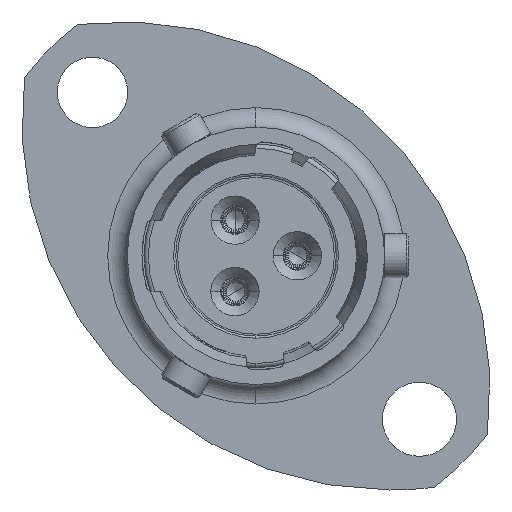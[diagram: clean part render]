
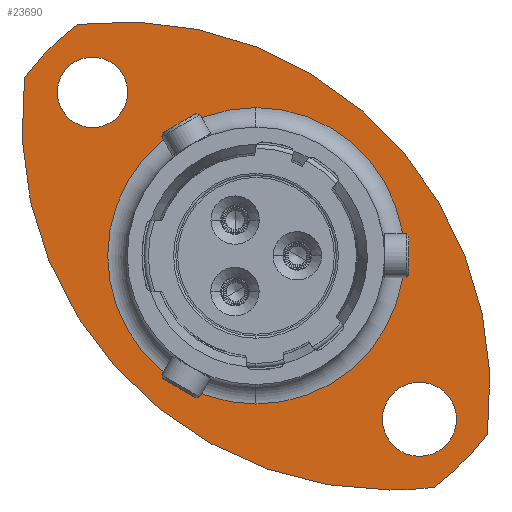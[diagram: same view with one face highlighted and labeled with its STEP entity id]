
A CAD part, left-side view. The second image highlights one B-rep face of the part: STEP entity #23690.
In plain terms, the highlighted planar face has unit normal (-1, 0, 0).
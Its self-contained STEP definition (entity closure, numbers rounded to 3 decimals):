
#64 = ORIENTED_EDGE ( 'NONE', *, *, #17413, .T. ) ;
#342 = FACE_BOUND ( 'NONE', #5591, .T. ) ;
#712 = CARTESIAN_POINT ( 'NONE',  ( 12.039, 13.016, 5.913 ) ) ;
#951 = CARTESIAN_POINT ( 'NONE',  ( 12.039, 13.716, 9.052 ) ) ;
#1212 = CARTESIAN_POINT ( 'NONE',  ( 12.039, 5.468, 5.21 ) ) ;
#1328 = CARTESIAN_POINT ( 'NONE',  ( 12.039, 16.155, 6.613 ) ) ;
#1445 = CARTESIAN_POINT ( 'NONE',  ( 12.039, -2.08, -10.895 ) ) ;
#1726 = VERTEX_POINT ( 'NONE', #5855 ) ;
#1807 = CIRCLE ( 'NONE', #11980, 1.625 ) ;
#1857 = EDGE_CURVE ( 'NONE', #23796, #19481, #4513, .T. ) ;
#1910 = CARTESIAN_POINT ( 'NONE',  ( 12.039, -0.719, 4.552 ) ) ;
#1962 = DIRECTION ( 'NONE',  ( -1., 0., 0. ) ) ;
#1994 = EDGE_CURVE ( 'NONE', #1726, #3652, #8791, .T. ) ;
#2500 = CARTESIAN_POINT ( 'NONE',  ( 12.039, 11.655, -7.822 ) ) ;
#2676 = VERTEX_POINT ( 'NONE', #1445 ) ;
#2696 = AXIS2_PLACEMENT_3D ( 'NONE', #4714, #19458, #6838 ) ;
#2827 = DIRECTION ( 'NONE',  ( 0., 0., -1. ) ) ;
#2939 = CARTESIAN_POINT ( 'NONE',  ( 12.039, -2.08, -9.183 ) ) ;
#3291 = DIRECTION ( 'NONE',  ( -1., 0., 0. ) ) ;
#3652 = VERTEX_POINT ( 'NONE', #20885 ) ;
#4283 = CARTESIAN_POINT ( 'NONE',  ( 12.039, 5.468, -1.635 ) ) ;
#4513 = CIRCLE ( 'NONE', #12735, 6.845 ) ;
#4534 = EDGE_CURVE ( 'NONE', #21762, #12318, #6225, .T. ) ;
#4608 = DIRECTION ( 'NONE',  ( 0., 0., -1. ) ) ;
#4714 = CARTESIAN_POINT ( 'NONE',  ( 12.039, 11.413, -1.635 ) ) ;
#5056 = EDGE_CURVE ( 'NONE', #19481, #23796, #16736, .T. ) ;
#5057 = DIRECTION ( 'NONE',  ( 0., 0., -1. ) ) ;
#5221 = EDGE_CURVE ( 'NONE', #24244, #20576, #14750, .T. ) ;
#5329 = CIRCLE ( 'NONE', #25612, 17. ) ;
#5591 = EDGE_LOOP ( 'NONE', ( #20802, #13971 ) ) ;
#5715 = CIRCLE ( 'NONE', #11778, 1.712 ) ;
#5855 = CARTESIAN_POINT ( 'NONE',  ( 12.039, 13.016, 4.288 ) ) ;
#5925 = FACE_BOUND ( 'NONE', #24145, .T. ) ;
#6225 = CIRCLE ( 'NONE', #25928, 17. ) ;
#6420 = DIRECTION ( 'NONE',  ( 0., 0., -1. ) ) ;
#6838 = DIRECTION ( 'NONE',  ( 0., 0., -1. ) ) ;
#6939 = ORIENTED_EDGE ( 'NONE', *, *, #4534, .T. ) ;
#7056 = CARTESIAN_POINT ( 'NONE',  ( 12.039, -0.719, 4.552 ) ) ;
#7205 = CARTESIAN_POINT ( 'NONE',  ( 12.039, 5.468, -8.48 ) ) ;
#7600 = CARTESIAN_POINT ( 'NONE',  ( 12.039, 13.016, 5.913 ) ) ;
#8556 = EDGE_LOOP ( 'NONE', ( #6939, #64, #26743, #15517, #13820 ) ) ;
#8791 = CIRCLE ( 'NONE', #24971, 1.625 ) ;
#8934 = EDGE_LOOP ( 'NONE', ( #9719, #18740 ) ) ;
#9185 = DIRECTION ( 'NONE',  ( 0., 0., -1. ) ) ;
#9622 = CARTESIAN_POINT ( 'NONE',  ( 12.039, 5.468, -1.635 ) ) ;
#9719 = ORIENTED_EDGE ( 'NONE', *, *, #14515, .F. ) ;
#9738 = DIRECTION ( 'NONE',  ( 0., 0., -1. ) ) ;
#9827 = ORIENTED_EDGE ( 'NONE', *, *, #13707, .F. ) ;
#9910 = CARTESIAN_POINT ( 'NONE',  ( 12.039, 5.468, -1.635 ) ) ;
#9946 = VERTEX_POINT ( 'NONE', #26445 ) ;
#10679 = CIRCLE ( 'NONE', #16651, 13.5 ) ;
#10923 = DIRECTION ( 'NONE',  ( -1., 0., 0. ) ) ;
#11715 = DIRECTION ( 'NONE',  ( 0., 0., -1. ) ) ;
#11778 = AXIS2_PLACEMENT_3D ( 'NONE', #2939, #17702, #5057 ) ;
#11980 = AXIS2_PLACEMENT_3D ( 'NONE', #7600, #22379, #9738 ) ;
#12001 = DIRECTION ( 'NONE',  ( 0., 0., 1. ) ) ;
#12122 = AXIS2_PLACEMENT_3D ( 'NONE', #23590, #10923, #25686 ) ;
#12318 = VERTEX_POINT ( 'NONE', #21896 ) ;
#12735 = AXIS2_PLACEMENT_3D ( 'NONE', #4283, #19044, #6420 ) ;
#13707 = EDGE_CURVE ( 'NONE', #3652, #1726, #1807, .T. ) ;
#13820 = ORIENTED_EDGE ( 'NONE', *, *, #19129, .T. ) ;
#13971 = ORIENTED_EDGE ( 'NONE', *, *, #5056, .T. ) ;
#14515 = EDGE_CURVE ( 'NONE', #2676, #9946, #5715, .T. ) ;
#14590 = CARTESIAN_POINT ( 'NONE',  ( 12.039, 5.468, -1.635 ) ) ;
#14750 = CIRCLE ( 'NONE', #21358, 13.5 ) ;
#14967 = AXIS2_PLACEMENT_3D ( 'NONE', #7056, #21837, #9185 ) ;
#15455 = DIRECTION ( 'NONE',  ( -1., 0., 0. ) ) ;
#15517 = ORIENTED_EDGE ( 'NONE', *, *, #22064, .T. ) ;
#15642 = ORIENTED_EDGE ( 'NONE', *, *, #1994, .F. ) ;
#16509 = FACE_OUTER_BOUND ( 'NONE', #8556, .T. ) ;
#16651 = AXIS2_PLACEMENT_3D ( 'NONE', #14590, #1962, #16740 ) ;
#16736 = CIRCLE ( 'NONE', #17636, 6.845 ) ;
#16740 = DIRECTION ( 'NONE',  ( 0., 0., 1. ) ) ;
#17252 = DIRECTION ( 'NONE',  ( -1., 0., 0. ) ) ;
#17413 = EDGE_CURVE ( 'NONE', #12318, #24244, #20568, .T. ) ;
#17636 = AXIS2_PLACEMENT_3D ( 'NONE', #9622, #24398, #11715 ) ;
#17702 = DIRECTION ( 'NONE',  ( -1., 0., 0. ) ) ;
#18056 = DIRECTION ( 'NONE',  ( 0., 0., -1. ) ) ;
#18740 = ORIENTED_EDGE ( 'NONE', *, *, #21513, .F. ) ;
#19044 = DIRECTION ( 'NONE',  ( 1., 0., 0. ) ) ;
#19129 = EDGE_CURVE ( 'NONE', #19363, #21762, #10679, .T. ) ;
#19363 = VERTEX_POINT ( 'NONE', #951 ) ;
#19458 = DIRECTION ( 'NONE',  ( 1., 0., 0. ) ) ;
#19481 = VERTEX_POINT ( 'NONE', #1212 ) ;
#20323 = CARTESIAN_POINT ( 'NONE',  ( 12.039, -5.22, -9.883 ) ) ;
#20568 = CIRCLE ( 'NONE', #14967, 17. ) ;
#20576 = VERTEX_POINT ( 'NONE', #20323 ) ;
#20802 = ORIENTED_EDGE ( 'NONE', *, *, #1857, .T. ) ;
#20885 = CARTESIAN_POINT ( 'NONE',  ( 12.039, 13.016, 7.538 ) ) ;
#21358 = AXIS2_PLACEMENT_3D ( 'NONE', #9910, #24681, #12001 ) ;
#21432 = PLANE ( 'NONE',  #2696 ) ;
#21513 = EDGE_CURVE ( 'NONE', #9946, #2676, #27207, .T. ) ;
#21762 = VERTEX_POINT ( 'NONE', #1328 ) ;
#21837 = DIRECTION ( 'NONE',  ( -1., 0., 0. ) ) ;
#21896 = CARTESIAN_POINT ( 'NONE',  ( 12.039, -0.719, -12.448 ) ) ;
#22064 = EDGE_CURVE ( 'NONE', #20576, #19363, #5329, .T. ) ;
#22129 = FACE_BOUND ( 'NONE', #8934, .T. ) ;
#22379 = DIRECTION ( 'NONE',  ( -1., 0., 0. ) ) ;
#23590 = CARTESIAN_POINT ( 'NONE',  ( 12.039, -2.08, -9.183 ) ) ;
#23690 = ADVANCED_FACE ( 'NONE', ( #342, #22129, #5925, #16509 ), #21432, .F. ) ;
#23796 = VERTEX_POINT ( 'NONE', #7205 ) ;
#24145 = EDGE_LOOP ( 'NONE', ( #15642, #9827 ) ) ;
#24244 = VERTEX_POINT ( 'NONE', #25324 ) ;
#24398 = DIRECTION ( 'NONE',  ( 1., 0., 0. ) ) ;
#24681 = DIRECTION ( 'NONE',  ( -1., 0., 0. ) ) ;
#24971 = AXIS2_PLACEMENT_3D ( 'NONE', #712, #15455, #2827 ) ;
#25324 = CARTESIAN_POINT ( 'NONE',  ( 12.039, -2.78, -12.322 ) ) ;
#25612 = AXIS2_PLACEMENT_3D ( 'NONE', #2500, #17252, #4608 ) ;
#25686 = DIRECTION ( 'NONE',  ( 0., 0., -1. ) ) ;
#25928 = AXIS2_PLACEMENT_3D ( 'NONE', #1910, #3291, #18056 ) ;
#26445 = CARTESIAN_POINT ( 'NONE',  ( 12.039, -2.08, -7.472 ) ) ;
#26743 = ORIENTED_EDGE ( 'NONE', *, *, #5221, .T. ) ;
#27207 = CIRCLE ( 'NONE', #12122, 1.712 ) ;
